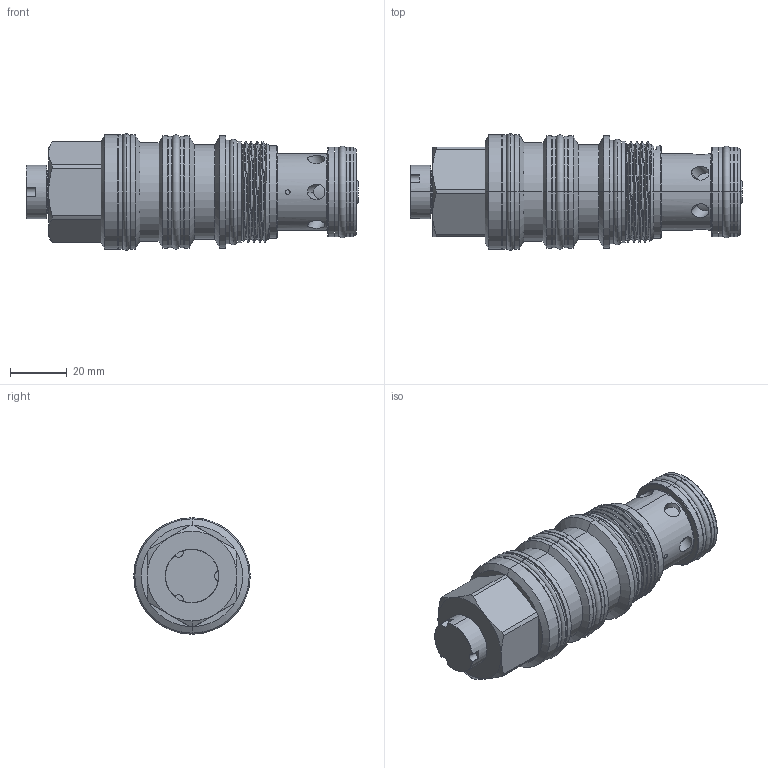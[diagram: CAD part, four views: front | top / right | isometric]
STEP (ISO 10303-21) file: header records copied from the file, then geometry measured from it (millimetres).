
FILE_DESCRIPTION (( 'STEP AP214' ), '1' );
FILE_NAME ('CK23A4C-N.STEP', '2016-04-12T03:17:30', ( '' ), ( '' ), 'SwSTEP 2.0', 'SolidWorks 2012', '' );
FILE_SCHEMA (( 'AUTOMOTIVE_DESIGN' ));
Length unit declared in the file: millimetre
Products named in the file (1): CK23A4C-N
Bounding box: 117.5 x 41.18 x 41.18 mm (x, y, z)
Volume: 100202 mm3; surface area: 26405.7 mm2
Topology: 6 solids, 6 shells, 243 faces, 526 edges, 322 vertices
Faces by surface type: cylinder 119, plane 53, cone 42, torus 24, bspline 3, sphere 2
Entity records: 8978 total; most frequent: CARTESIAN_POINT 3565, DIRECTION 1184, ORIENTED_EDGE 1052, EDGE_CURVE 526, AXIS2_PLACEMENT_3D 507, VERTEX_POINT 322, EDGE_LOOP 280, CIRCLE 266
